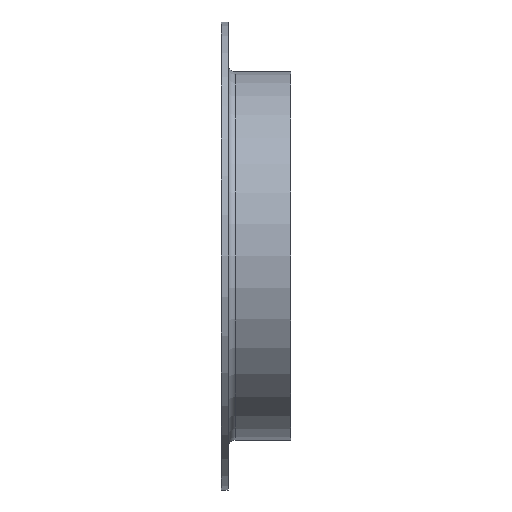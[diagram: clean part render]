
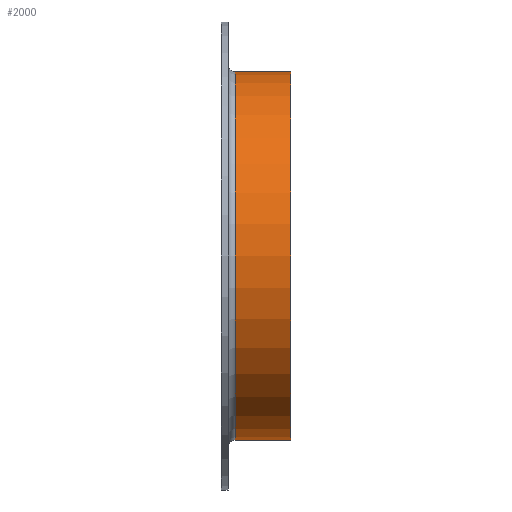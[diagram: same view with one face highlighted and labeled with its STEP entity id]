
A CAD part, front view. The second image highlights one B-rep face of the part: STEP entity #2000.
In plain terms, the highlighted cylindrical face has radius 79.5 mm (diameter 159 mm), a full revolution.
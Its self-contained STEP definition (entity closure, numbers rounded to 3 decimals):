
#340 = CARTESIAN_POINT ( 'NONE',  ( 6., 0., 79.5 ) ) ;
#1394 = FACE_OUTER_BOUND ( 'NONE', #1908, .T. ) ;
#1467 = DIRECTION ( 'NONE',  ( -1., 0., 0. ) ) ;
#1908 = EDGE_LOOP ( 'NONE', ( #11558 ) ) ;
#2000 = ADVANCED_FACE ( 'NONE', ( #12471, #1394 ), #13849, .T. ) ;
#3271 = CARTESIAN_POINT ( 'NONE',  ( 30., 0., 79.5 ) ) ;
#3645 = CIRCLE ( 'NONE', #6252, 79.5 ) ;
#4426 = CARTESIAN_POINT ( 'NONE',  ( 30., 0., 0. ) ) ;
#4454 = DIRECTION ( 'NONE',  ( 1., 0., 0. ) ) ;
#5187 = EDGE_CURVE ( 'NONE', #11562, #11562, #13858, .T. ) ;
#5817 = DIRECTION ( 'NONE',  ( 0., 0., 1. ) ) ;
#6252 = AXIS2_PLACEMENT_3D ( 'NONE', #4426, #7808, #12320 ) ;
#6594 = CARTESIAN_POINT ( 'NONE',  ( 6., 0., 0. ) ) ;
#7145 = CARTESIAN_POINT ( 'NONE',  ( 0., 0., 0. ) ) ;
#7684 = DIRECTION ( 'NONE',  ( 0., 0., 1. ) ) ;
#7808 = DIRECTION ( 'NONE',  ( -1., 0., 0. ) ) ;
#8739 = EDGE_LOOP ( 'NONE', ( #12368 ) ) ;
#8928 = AXIS2_PLACEMENT_3D ( 'NONE', #6594, #4454, #7684 ) ;
#11173 = VERTEX_POINT ( 'NONE', #3271 ) ;
#11558 = ORIENTED_EDGE ( 'NONE', *, *, #14501, .T. ) ;
#11562 = VERTEX_POINT ( 'NONE', #340 ) ;
#12320 = DIRECTION ( 'NONE',  ( 0., 0., 1. ) ) ;
#12368 = ORIENTED_EDGE ( 'NONE', *, *, #5187, .T. ) ;
#12471 = FACE_OUTER_BOUND ( 'NONE', #8739, .T. ) ;
#13144 = AXIS2_PLACEMENT_3D ( 'NONE', #7145, #1467, #5817 ) ;
#13849 = CYLINDRICAL_SURFACE ( 'NONE', #13144, 79.5 ) ;
#13858 = CIRCLE ( 'NONE', #8928, 79.5 ) ;
#14501 = EDGE_CURVE ( 'NONE', #11173, #11173, #3645, .T. ) ;
